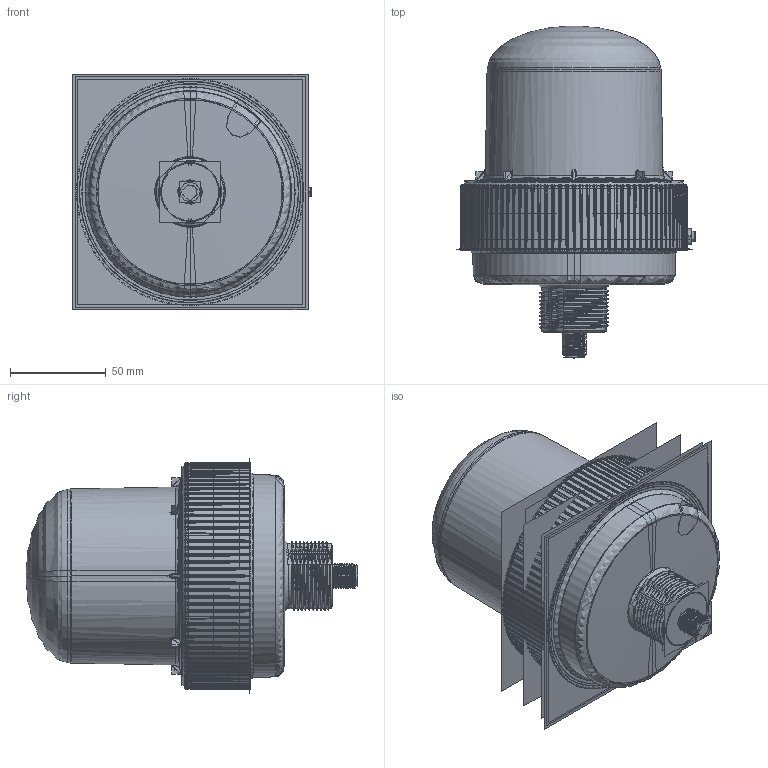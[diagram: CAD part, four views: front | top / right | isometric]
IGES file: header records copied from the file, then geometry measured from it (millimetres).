
Start section:  PTC IGES file: 225347.igs
Global section: file name: 225347.igs; native system: Creo Parametric by PTC Inc.; preprocessor: 2019292; author: PDMAdmin; organization: Unknown; date: 20210920.093937; units: millimetre
Bounding box: 125.21 x 173.44 x 123.24 mm (x, y, z)
Volume: 1035212.3 mm3; surface area: 486384.1 mm2
Topology: 1 solids, 2 shells, 2606 faces, 13628 edges, 17214 vertices
Faces by surface type: revolution 1314, bspline 1292
